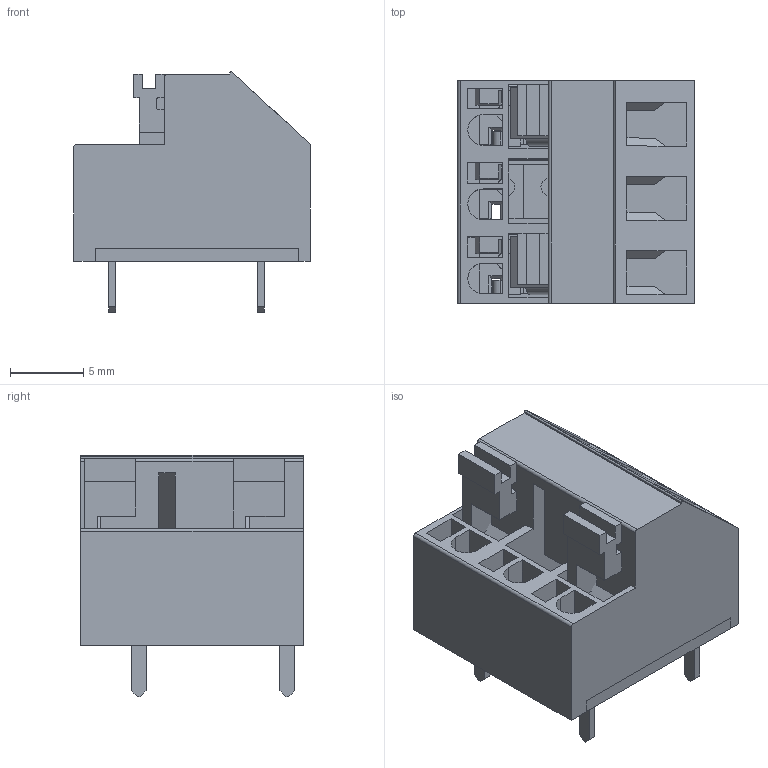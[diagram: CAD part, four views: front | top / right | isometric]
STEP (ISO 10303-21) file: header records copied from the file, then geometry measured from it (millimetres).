
FILE_DESCRIPTION(/* description */ ('Unknown'),/* implementation_level */ '2;1');
FILE_NAME(/* name */ '691415620002',/* time_stamp */ '2025-12-23T16:50:48+01:00',/* author */ ('Unknown'),/* organization */ ('Unknown'),/* preprocessor_version */ 'ST-DEVELOPER v19.4',/* originating_system */ 'Solid Edge',/* authorisation */ 'Unknown');
FILE_SCHEMA (('AUTOMOTIVE_DESIGN {1 0 10303 214 3 1 1}'));
Length unit declared in the file: millimetre
Products named in the file (6): 6914156200xx; 691415620002; 691415620002_2; 6914156200xx_Contact2; 6914156200xx_Contact; 6914156200xx_Lever
Assembly tree (8 placements, depth 2):
  6914156200xx
    691415620002
    691415620002_2
    6914156200xx_Contact2  x2
    6914156200xx_Contact  x2
    6914156200xx_Lever  x2
Bounding box: 16.2 x 15.24 x 16.5 mm (x, y, z)
Volume: 1295.9 mm3; surface area: 4145.6 mm2
Topology: 8 solids, 8 shells, 647 faces, 1800 edges, 1180 vertices
Faces by surface type: plane 513, cylinder 110, torus 20, bspline 4
Full cylindrical faces by diameter (mm): 1 x4, 1.2 x12, 1.8 x2
Entity records: 16183 total; most frequent: CARTESIAN_POINT 2851, ORIENTED_EDGE 2780, DIRECTION 2602, EDGE_CURVE 1390, LINE 1204, VECTOR 1204, VERTEX_POINT 916, AXIS2_PLACEMENT_3D 699
